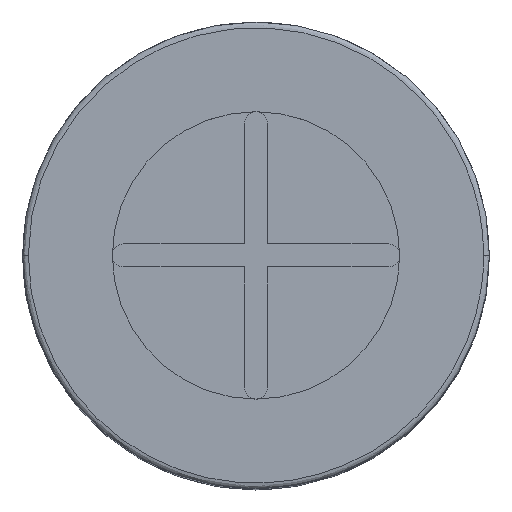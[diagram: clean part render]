
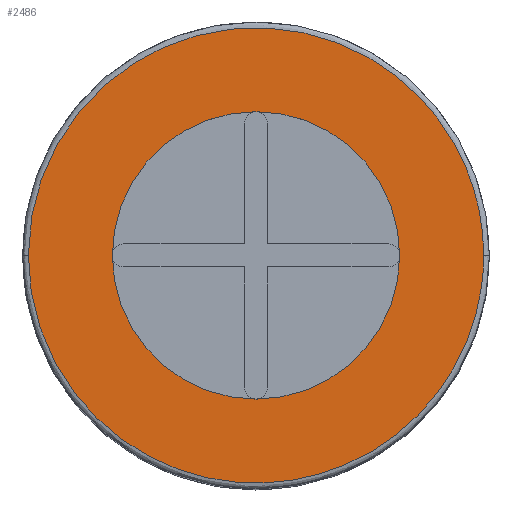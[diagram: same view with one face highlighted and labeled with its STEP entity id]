
A CAD part, top view. The second image highlights one B-rep face of the part: STEP entity #2486.
In plain terms, the highlighted planar face has unit normal (0, 0, 1).
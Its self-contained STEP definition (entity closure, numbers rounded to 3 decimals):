
#8 = PLANE ( 'NONE',  #63 ) ;
#44 = FACE_BOUND ( 'NONE', #2438, .T. ) ;
#63 = AXIS2_PLACEMENT_3D ( 'NONE', #96, #95, #94 ) ;
#64 = DIRECTION ( 'NONE',  ( 1., 0., 0. ) ) ;
#65 = DIRECTION ( 'NONE',  ( 0., 0., -1. ) ) ;
#66 = CARTESIAN_POINT ( 'NONE',  ( 0., 0., 12.12 ) ) ;
#67 = FACE_OUTER_BOUND ( 'NONE', #2440, .T. ) ;
#76 = CIRCLE ( 'NONE', #102, 2.5 ) ;
#94 = DIRECTION ( 'NONE',  ( 1., 0., 0. ) ) ;
#95 = DIRECTION ( 'NONE',  ( 0., 0., 1. ) ) ;
#96 = CARTESIAN_POINT ( 'NONE',  ( 4.06, 0., 12.12 ) ) ;
#102 = AXIS2_PLACEMENT_3D ( 'NONE', #66, #65, #64 ) ;
#205 = CARTESIAN_POINT ( 'NONE',  ( -2.5, 0., 12.12 ) ) ;
#2236 = VERTEX_POINT ( 'NONE', #3312 ) ;
#2238 = VERTEX_POINT ( 'NONE', #3331 ) ;
#2265 = EDGE_CURVE ( 'NONE', #2238, #2236, #3384, .T. ) ;
#2390 = EDGE_CURVE ( 'NONE', #2391, #2498, #3976, .T. ) ;
#2391 = VERTEX_POINT ( 'NONE', #3984 ) ;
#2406 = ORIENTED_EDGE ( 'NONE', *, *, #2483, .T. ) ;
#2408 = EDGE_CURVE ( 'NONE', #2238, #2236, #3917, .T. ) ;
#2436 = ORIENTED_EDGE ( 'NONE', *, *, #2390, .T. ) ;
#2438 = EDGE_LOOP ( 'NONE', ( #2436, #2406 ) ) ;
#2440 = EDGE_LOOP ( 'NONE', ( #2487, #2443 ) ) ;
#2443 = ORIENTED_EDGE ( 'NONE', *, *, #2408, .F. ) ;
#2483 = EDGE_CURVE ( 'NONE', #2498, #2391, #76, .T. ) ;
#2486 = ADVANCED_FACE ( 'NONE', ( #44, #67 ), #8, .T. ) ;
#2487 = ORIENTED_EDGE ( 'NONE', *, *, #2265, .T. ) ;
#2498 = VERTEX_POINT ( 'NONE', #205 ) ;
#3312 = CARTESIAN_POINT ( 'NONE',  ( 3.96, 0., 12.12 ) ) ;
#3331 = CARTESIAN_POINT ( 'NONE',  ( -3.96, 0., 12.12 ) ) ;
#3345 = CARTESIAN_POINT ( 'NONE',  ( 2.054, -3.386, 12.12 ) ) ;
#3346 = CARTESIAN_POINT ( 'NONE',  ( 1.939, -3.454, 12.12 ) ) ;
#3347 = CARTESIAN_POINT ( 'NONE',  ( 1.764, -3.55, 12.12 ) ) ;
#3348 = CARTESIAN_POINT ( 'NONE',  ( 1.582, -3.633, 12.12 ) ) ;
#3349 = CARTESIAN_POINT ( 'NONE',  ( 1.427, -3.694, 12.12 ) ) ;
#3350 = CARTESIAN_POINT ( 'NONE',  ( 1.399, -3.705, 12.12 ) ) ;
#3351 = CARTESIAN_POINT ( 'NONE',  ( 1.34, -3.727, 12.12 ) ) ;
#3352 = CARTESIAN_POINT ( 'NONE',  ( 1.252, -3.758, 12.12 ) ) ;
#3353 = CARTESIAN_POINT ( 'NONE',  ( 1.044, -3.824, 12.12 ) ) ;
#3354 = CARTESIAN_POINT ( 'NONE',  ( 0.623, -3.925, 12.12 ) ) ;
#3355 = CARTESIAN_POINT ( 'NONE',  ( 0.252, -3.96, 12.12 ) ) ;
#3356 = CARTESIAN_POINT ( 'NONE',  ( -0.503, -3.96, 12.12 ) ) ;
#3357 = CARTESIAN_POINT ( 'NONE',  ( -0.99, -3.867, 12.12 ) ) ;
#3358 = CARTESIAN_POINT ( 'NONE',  ( -1.487, -3.67, 12.12 ) ) ;
#3359 = CARTESIAN_POINT ( 'NONE',  ( -1.52, -3.657, 12.12 ) ) ;
#3360 = CARTESIAN_POINT ( 'NONE',  ( -1.581, -3.631, 12.12 ) ) ;
#3361 = CARTESIAN_POINT ( 'NONE',  ( -1.673, -3.59, 12.12 ) ) ;
#3362 = CARTESIAN_POINT ( 'NONE',  ( -1.883, -3.488, 12.12 ) ) ;
#3363 = CARTESIAN_POINT ( 'NONE',  ( -2.055, -3.388, 12.12 ) ) ;
#3364 = CARTESIAN_POINT ( 'NONE',  ( -2.223, -3.278, 12.12 ) ) ;
#3365 = CARTESIAN_POINT ( 'NONE',  ( -2.28, -3.238, 12.12 ) ) ;
#3366 = CARTESIAN_POINT ( 'NONE',  ( -2.39, -3.158, 12.12 ) ) ;
#3367 = CARTESIAN_POINT ( 'NONE',  ( -2.552, -3.033, 12.12 ) ) ;
#3368 = CARTESIAN_POINT ( 'NONE',  ( -2.704, -2.897, 12.12 ) ) ;
#3369 = CARTESIAN_POINT ( 'NONE',  ( -2.993, -2.607, 12.12 ) ) ;
#3370 = CARTESIAN_POINT ( 'NONE',  ( -3.165, -2.395, 12.12 ) ) ;
#3371 = CARTESIAN_POINT ( 'NONE',  ( -3.352, -2.11, 12.12 ) ) ;
#3372 = CARTESIAN_POINT ( 'NONE',  ( -3.386, -2.054, 12.12 ) ) ;
#3373 = CARTESIAN_POINT ( 'NONE',  ( -3.454, -1.939, 12.12 ) ) ;
#3374 = CARTESIAN_POINT ( 'NONE',  ( -3.55, -1.764, 12.12 ) ) ;
#3375 = CARTESIAN_POINT ( 'NONE',  ( -3.633, -1.582, 12.12 ) ) ;
#3376 = CARTESIAN_POINT ( 'NONE',  ( -3.694, -1.427, 12.12 ) ) ;
#3377 = CARTESIAN_POINT ( 'NONE',  ( -3.705, -1.399, 12.12 ) ) ;
#3378 = CARTESIAN_POINT ( 'NONE',  ( -3.726, -1.34, 12.12 ) ) ;
#3379 = CARTESIAN_POINT ( 'NONE',  ( -3.758, -1.252, 12.12 ) ) ;
#3380 = CARTESIAN_POINT ( 'NONE',  ( -3.824, -1.044, 12.12 ) ) ;
#3381 = CARTESIAN_POINT ( 'NONE',  ( -3.925, -0.623, 12.12 ) ) ;
#3382 = CARTESIAN_POINT ( 'NONE',  ( -3.96, -0.252, 12.12 ) ) ;
#3383 = CARTESIAN_POINT ( 'NONE',  ( -3.96, 0., 12.12 ) ) ;
#3384 = B_SPLINE_CURVE_WITH_KNOTS ( 'NONE', 3,
 ( #3383, #3382, #3381, #3380, #3379, #3378, #3377, #3376, #3375, #3374, #3373, #3372, #3371, #3370, #3369, #3368, #3367, #3366, #3365, #3364, #3363, #3362, #3361, #3360, #3359, #3358, #3357, #3356, #3355, #3354, #3353, #3352, #3351, #3350, #3349, #3348, #3347, #3346, #3345, #3522, #3521, #3520, #3519, #3518, #3517, #3516, #3515, #3514, #3513, #3512, #3511, #3510, #3509, #3508, #3507, #3506 ),
 .UNSPECIFIED., .F., .F.,
 ( 4, 1, 1, 1, 2, 2, 1, 2, 2, 2, 1, 2, 2, 1, 1, 2, 2, 2, 1, 1, 1, 2, 2, 1, 2, 2, 2, 1, 2, 2, 1, 1, 2, 2, 4 ),
 ( 0., 0.062, 0.094, 0.109, 0.117, 0.125, 0.156, 0.172, 0.187, 0.25, 0.281, 0.297, 0.312, 0.344, 0.359, 0.367, 0.375, 0.5, 0.562, 0.594, 0.609, 0.617, 0.625, 0.656, 0.672, 0.687, 0.75, 0.781, 0.797, 0.813, 0.844, 0.859, 0.867, 0.875, 1. ),
 .UNSPECIFIED. ) ;
#3506 = CARTESIAN_POINT ( 'NONE',  ( 3.96, 0., 12.12 ) ) ;
#3507 = CARTESIAN_POINT ( 'NONE',  ( 3.96, -0.504, 12.12 ) ) ;
#3508 = CARTESIAN_POINT ( 'NONE',  ( 3.867, -0.99, 12.12 ) ) ;
#3509 = CARTESIAN_POINT ( 'NONE',  ( 3.67, -1.487, 12.12 ) ) ;
#3510 = CARTESIAN_POINT ( 'NONE',  ( 3.657, -1.52, 12.12 ) ) ;
#3511 = CARTESIAN_POINT ( 'NONE',  ( 3.631, -1.581, 12.12 ) ) ;
#3512 = CARTESIAN_POINT ( 'NONE',  ( 3.59, -1.673, 12.12 ) ) ;
#3513 = CARTESIAN_POINT ( 'NONE',  ( 3.488, -1.883, 12.12 ) ) ;
#3514 = CARTESIAN_POINT ( 'NONE',  ( 3.388, -2.055, 12.12 ) ) ;
#3515 = CARTESIAN_POINT ( 'NONE',  ( 3.278, -2.223, 12.12 ) ) ;
#3516 = CARTESIAN_POINT ( 'NONE',  ( 3.238, -2.28, 12.12 ) ) ;
#3517 = CARTESIAN_POINT ( 'NONE',  ( 3.158, -2.39, 12.12 ) ) ;
#3518 = CARTESIAN_POINT ( 'NONE',  ( 3.033, -2.552, 12.12 ) ) ;
#3519 = CARTESIAN_POINT ( 'NONE',  ( 2.897, -2.704, 12.12 ) ) ;
#3520 = CARTESIAN_POINT ( 'NONE',  ( 2.607, -2.993, 12.12 ) ) ;
#3521 = CARTESIAN_POINT ( 'NONE',  ( 2.395, -3.165, 12.12 ) ) ;
#3522 = CARTESIAN_POINT ( 'NONE',  ( 2.11, -3.352, 12.12 ) ) ;
#3917 =( BOUNDED_CURVE ( )  B_SPLINE_CURVE ( 3, ( #4011, #4010, #4009, #4008 ),
 .UNSPECIFIED., .F., .T. ) 
 B_SPLINE_CURVE_WITH_KNOTS ( ( 4, 4 ),
 ( 0., 1. ),
 .UNSPECIFIED. ) 
 CURVE ( )  GEOMETRIC_REPRESENTATION_ITEM ( )  RATIONAL_B_SPLINE_CURVE ( ( 1., 0.333, 0.333, 1. ) ) 
 REPRESENTATION_ITEM ( '' )  );
#3971 = DIRECTION ( 'NONE',  ( 1., 0., 0. ) ) ;
#3972 = DIRECTION ( 'NONE',  ( 0., 0., -1. ) ) ;
#3973 = AXIS2_PLACEMENT_3D ( 'NONE', #3983, #3972, #3971 ) ;
#3976 = CIRCLE ( 'NONE', #3973, 2.5 ) ;
#3983 = CARTESIAN_POINT ( 'NONE',  ( 0., 0., 12.12 ) ) ;
#3984 = CARTESIAN_POINT ( 'NONE',  ( 2.5, 0., 12.12 ) ) ;
#4008 = CARTESIAN_POINT ( 'NONE',  ( 3.96, 0., 12.12 ) ) ;
#4009 = CARTESIAN_POINT ( 'NONE',  ( 3.96, 7.92, 12.12 ) ) ;
#4010 = CARTESIAN_POINT ( 'NONE',  ( -3.96, 7.92, 12.12 ) ) ;
#4011 = CARTESIAN_POINT ( 'NONE',  ( -3.96, 0., 12.12 ) ) ;
